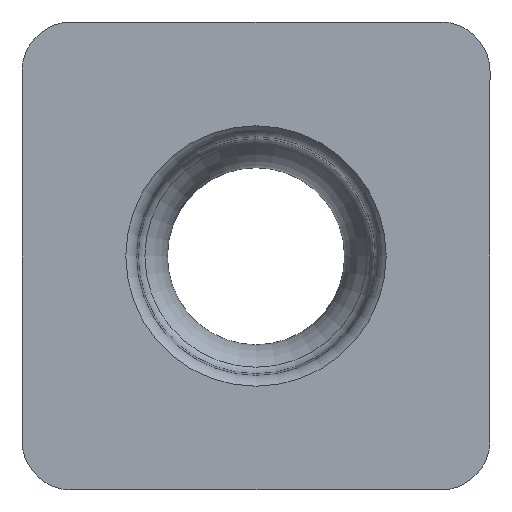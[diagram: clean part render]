
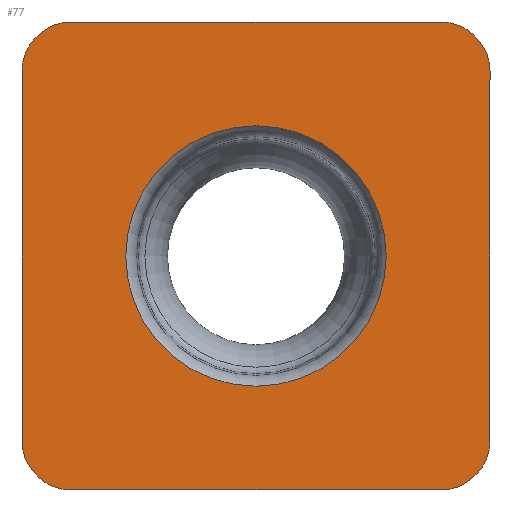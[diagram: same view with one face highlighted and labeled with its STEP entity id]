
A CAD part, top view. The second image highlights one B-rep face of the part: STEP entity #77.
In plain terms, the highlighted planar face has unit normal (0, 0, 1).
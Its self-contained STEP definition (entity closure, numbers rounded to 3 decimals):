
#48=ELLIPSE('',#308,0.83,0.8);
#49=ELLIPSE('',#309,0.83,0.8);
#50=ELLIPSE('',#310,0.83,0.8);
#51=ELLIPSE('',#311,0.83,0.8);
#54=FACE_BOUND('',#107,.T.);
#55=FACE_BOUND('',#108,.T.);
#67=CIRCLE('',#307,2.059);
#77=ADVANCED_FACE('',(#54,#55),#92,.F.);
#92=PLANE('',#312);
#107=EDGE_LOOP('',(#148));
#108=EDGE_LOOP('',(#149,#150,#151,#152,#153,#154,#155,#156));
#148=ORIENTED_EDGE('',*,*,#226,.T.);
#149=ORIENTED_EDGE('',*,*,#219,.F.);
#150=ORIENTED_EDGE('',*,*,#227,.T.);
#151=ORIENTED_EDGE('',*,*,#213,.F.);
#152=ORIENTED_EDGE('',*,*,#228,.T.);
#153=ORIENTED_EDGE('',*,*,#209,.F.);
#154=ORIENTED_EDGE('',*,*,#229,.T.);
#155=ORIENTED_EDGE('',*,*,#207,.F.);
#156=ORIENTED_EDGE('',*,*,#230,.T.);
#185=VERTEX_POINT('',#475);
#186=VERTEX_POINT('',#477);
#187=VERTEX_POINT('',#481);
#188=VERTEX_POINT('',#482);
#191=VERTEX_POINT('',#490);
#192=VERTEX_POINT('',#491);
#197=VERTEX_POINT('',#502);
#198=VERTEX_POINT('',#504);
#200=VERTEX_POINT('',#515);
#207=EDGE_CURVE('',#185,#186,#237,.T.);
#209=EDGE_CURVE('',#187,#188,#239,.T.);
#213=EDGE_CURVE('',#191,#192,#243,.T.);
#219=EDGE_CURVE('',#197,#198,#249,.T.);
#226=EDGE_CURVE('',#200,#200,#67,.T.);
#227=EDGE_CURVE('',#197,#192,#48,.T.);
#228=EDGE_CURVE('',#191,#188,#49,.T.);
#229=EDGE_CURVE('',#187,#186,#50,.T.);
#230=EDGE_CURVE('',#185,#198,#51,.T.);
#237=LINE('',#476,#253);
#239=LINE('',#480,#255);
#243=LINE('',#489,#259);
#249=LINE('',#503,#265);
#253=VECTOR('',#334,1.);
#255=VECTOR('',#338,1.);
#259=VECTOR('',#344,1.);
#265=VECTOR('',#352,1.);
#307=AXIS2_PLACEMENT_3D('',#514,#368,#369);
#308=AXIS2_PLACEMENT_3D('',#516,#370,#371);
#309=AXIS2_PLACEMENT_3D('',#517,#372,#373);
#310=AXIS2_PLACEMENT_3D('',#518,#374,#375);
#311=AXIS2_PLACEMENT_3D('',#519,#376,#377);
#312=AXIS2_PLACEMENT_3D('',#520,#378,#379);
#334=DIRECTION('',(0.,-1.,0.));
#338=DIRECTION('',(-1.,0.,0.));
#344=DIRECTION('',(0.,1.,0.));
#352=DIRECTION('',(1.,0.,0.));
#368=DIRECTION('',(0.,0.,-1.));
#369=DIRECTION('',(1.,0.,0.));
#370=DIRECTION('',(0.,0.,1.));
#371=DIRECTION('',(-0.707,0.707,0.));
#372=DIRECTION('',(0.,0.,1.));
#373=DIRECTION('',(-0.707,-0.707,0.));
#374=DIRECTION('',(0.,0.,1.));
#375=DIRECTION('',(0.707,-0.707,0.));
#376=DIRECTION('',(0.,0.,1.));
#377=DIRECTION('',(0.707,0.707,0.));
#378=DIRECTION('',(0.,0.,-1.));
#379=DIRECTION('',(-1.,0.,0.));
#475=CARTESIAN_POINT('',(3.7,2.915,0.));
#476=CARTESIAN_POINT('',(3.7,3.7,0.));
#477=CARTESIAN_POINT('',(3.7,-2.915,0.));
#480=CARTESIAN_POINT('',(3.7,-3.7,0.));
#481=CARTESIAN_POINT('',(2.915,-3.7,0.));
#482=CARTESIAN_POINT('',(-2.915,-3.7,0.));
#489=CARTESIAN_POINT('',(-3.7,3.7,0.));
#490=CARTESIAN_POINT('',(-3.7,-2.915,0.));
#491=CARTESIAN_POINT('',(-3.7,2.915,0.));
#502=CARTESIAN_POINT('',(-2.915,3.7,0.));
#503=CARTESIAN_POINT('',(3.7,3.7,0.));
#504=CARTESIAN_POINT('',(2.915,3.7,0.));
#514=CARTESIAN_POINT('',(0.,0.,0.));
#515=CARTESIAN_POINT('',(2.059,0.,0.));
#516=CARTESIAN_POINT('',(-2.885,2.885,0.));
#517=CARTESIAN_POINT('',(-2.885,-2.885,0.));
#518=CARTESIAN_POINT('',(2.885,-2.885,0.));
#519=CARTESIAN_POINT('',(2.885,2.885,0.));
#520=CARTESIAN_POINT('',(0.,0.,0.));
